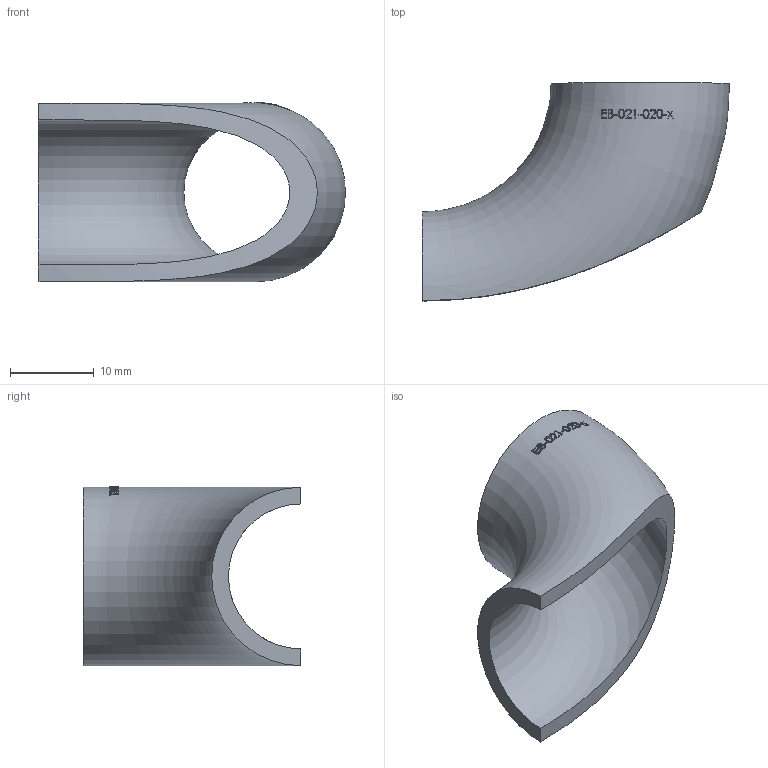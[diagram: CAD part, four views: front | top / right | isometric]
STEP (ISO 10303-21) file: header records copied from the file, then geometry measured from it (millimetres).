
FILE_DESCRIPTION (( 'STEP AP214' ), '1' );
FILE_NAME ('EB-021-020-x Einschweissbogen 1903.STEP', '2019-03-27T14:54:25', ( '' ), ( '' ), 'SwSTEP 2.0', 'SolidWorks 2016', '' );
FILE_SCHEMA (( 'AUTOMOTIVE_DESIGN' ));
Length unit declared in the file: millimetre
Products named in the file (1): EB-021-020-x Einschweissbogen 1903
Bounding box: 36.65 x 26 x 21.4 mm (x, y, z)
Volume: 3233.8 mm3; surface area: 3592.4 mm2
Topology: 1 solids, 1 shells, 133 faces, 361 edges, 246 vertices
Faces by surface type: plane 65, bspline 49, torus 19
Entity records: 8639 total; most frequent: CARTESIAN_POINT 4511, ORIENTED_EDGE 714, EDGE_CURVE 357, DIRECTION 291, VERTEX_POINT 244, B_SPLINE_CURVE_WITH_KNOTS 240, EDGE_LOOP 153, FACE_OUTER_BOUND 135
